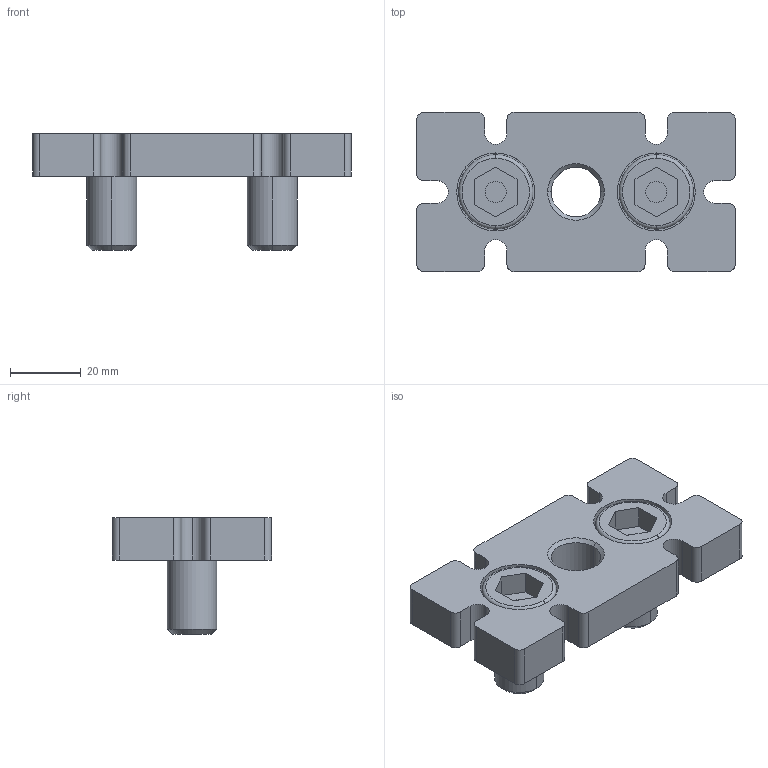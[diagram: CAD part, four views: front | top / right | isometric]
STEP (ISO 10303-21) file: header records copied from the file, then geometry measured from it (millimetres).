
FILE_DESCRIPTION (( 'STEP AP214' ), '1' );
FILE_NAME ('A340 Àäàïòåð 45õ90 (öèíê) äëÿ îïîðû Ì16.STEP', '2019-05-24T11:13:55', ( 'Windows User' ), ( '' ), 'SwSTEP 2.0', 'SolidWorks 2018', '' );
FILE_SCHEMA (( 'AUTOMOTIVE_DESIGN' ));
Length unit declared in the file: millimetre
Products named in the file (3): A340 Àäàïòåð 45õ90 (öèíê) äëÿ îïîðû Ì16, Âèíò(1)_M14x25; A340 Àäàïòåð 45õ90 (öèíê) äëÿ îïîðû Ì16; A340 Àäàïòåð 45õ90 (öèíê) äëÿ îïîðû Ì16_00
Assembly tree (3 placements, depth 2):
  A340 Àäàïòåð 45õ90 (öèíê) äëÿ îïîðû Ì16
    A340 Àäàïòåð 45õ90 (öèíê) äëÿ îïîðû Ì16_00
    A340 Àäàïòåð 45õ90 (öèíê) äëÿ îïîðû Ì16, Âèíò(1)_M14x25  x2
Bounding box: 90 x 44.9 x 33 mm (x, y, z)
Volume: 46686.2 mm3; surface area: 17571.7 mm2
Topology: 3 solids, 3 shells, 109 faces, 269 edges, 174 vertices
Faces by surface type: plane 48, cylinder 45, cone 8, torus 8
Entity records: 2811 total; most frequent: DIRECTION 497, CARTESIAN_POINT 457, ORIENTED_EDGE 442, EDGE_CURVE 221, AXIS2_PLACEMENT_3D 184, VERTEX_POINT 144, LINE 129, VECTOR 129
